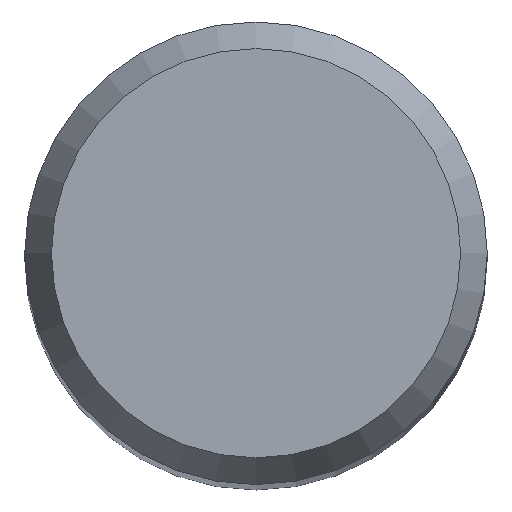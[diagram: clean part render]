
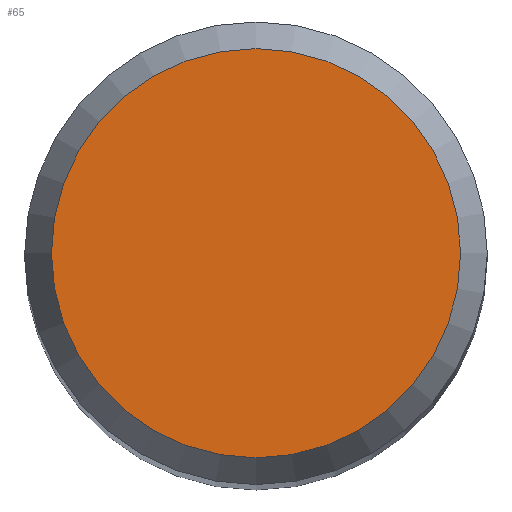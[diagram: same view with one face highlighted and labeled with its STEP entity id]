
A CAD part, top view. The second image highlights one B-rep face of the part: STEP entity #65.
In plain terms, the highlighted planar face has unit normal (0, 0, 1).
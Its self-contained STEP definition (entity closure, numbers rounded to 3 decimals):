
#65=ADVANCED_FACE('',(#78),#75,.F.);
#75=PLANE('',#252);
#78=FACE_OUTER_BOUND('',#81,.T.);
#81=EDGE_LOOP('',(#97));
#97=ORIENTED_EDGE('',*,*,#122,.F.);
#113=VERTEX_POINT('',#355);
#122=EDGE_CURVE('',#113,#113,#132,.T.);
#132=CIRCLE('',#251,1.327);
#251=AXIS2_PLACEMENT_3D('',#354,#289,#290);
#252=AXIS2_PLACEMENT_3D('',#356,#291,#292);
#289=DIRECTION('',(0.,0.,-1.));
#290=DIRECTION('',(-1.,0.,0.));
#291=DIRECTION('',(0.,0.,-1.));
#292=DIRECTION('',(-1.,0.,0.));
#354=CARTESIAN_POINT('',(0.,0.,0.));
#355=CARTESIAN_POINT('',(-1.327,0.,0.));
#356=CARTESIAN_POINT('',(0.,0.,0.));
